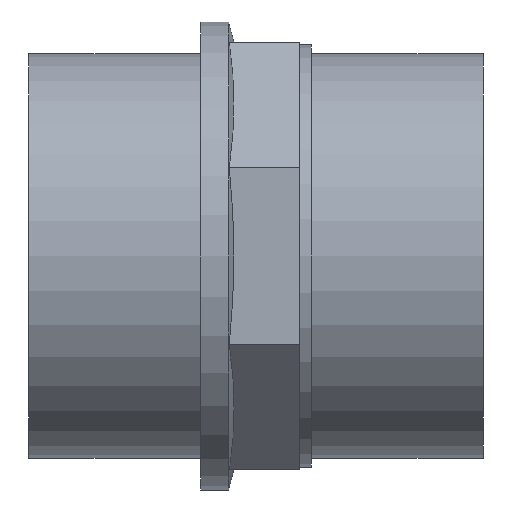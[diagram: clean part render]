
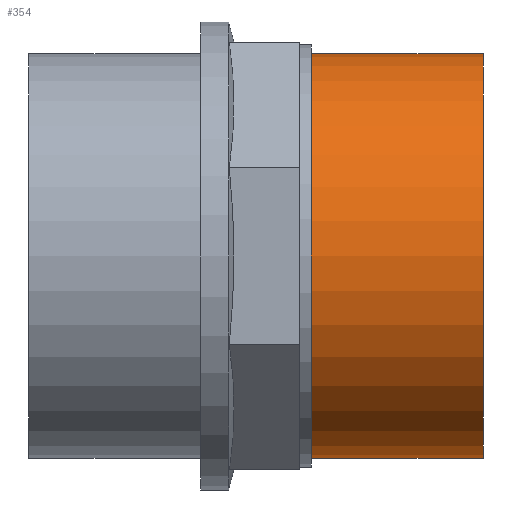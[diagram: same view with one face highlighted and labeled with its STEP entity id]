
A CAD part, front view. The second image highlights one B-rep face of the part: STEP entity #354.
In plain terms, the highlighted cylindrical face has radius 30.25 mm (diameter 60.5 mm), a full revolution.
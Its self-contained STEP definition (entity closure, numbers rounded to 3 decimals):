
#81=FACE_BOUND($,#122,.T.);
#96=FACE_OUTER_BOUND($,#121,.T.);
#121=EDGE_LOOP($,(#257));
#122=EDGE_LOOP($,(#258));
#159=CIRCLE($,#385,30.25);
#160=CIRCLE($,#386,30.25);
#173=VERTEX_POINT($,#519);
#174=VERTEX_POINT($,#521);
#211=EDGE_CURVE($,#173,#173,#159,.T.);
#212=EDGE_CURVE($,#174,#174,#160,.T.);
#257=ORIENTED_EDGE($,*,*,#211,.F.);
#258=ORIENTED_EDGE($,*,*,#212,.F.);
#346=CYLINDRICAL_SURFACE($,#384,30.25);
#354=ADVANCED_FACE($,(#96,#81),#346,.T.);
#384=AXIS2_PLACEMENT_3D($,#518,#429,#430);
#385=AXIS2_PLACEMENT_3D($,#520,#431,#432);
#386=AXIS2_PLACEMENT_3D($,#522,#433,#434);
#429=DIRECTION('center_axis',(-1.,0.,0.));
#430=DIRECTION('ref_axis',(0.,0.,
-1.));
#431=DIRECTION('center_axis',(-1.,0.,0.));
#432=DIRECTION('ref_axis',(0.,0.,1.));
#433=DIRECTION('center_axis',(1.,0.,0.));
#434=DIRECTION('ref_axis',(0.,0.,1.));
#518=CARTESIAN_POINT('Origin',(54.65,0.,0.));
#519=CARTESIAN_POINT('',(41.8,0.,-30.25));
#520=CARTESIAN_POINT('Origin',(41.8,0.,0.));
#521=CARTESIAN_POINT('',(67.5,0.,-30.25));
#522=CARTESIAN_POINT('Origin',(67.5,0.,0.));
